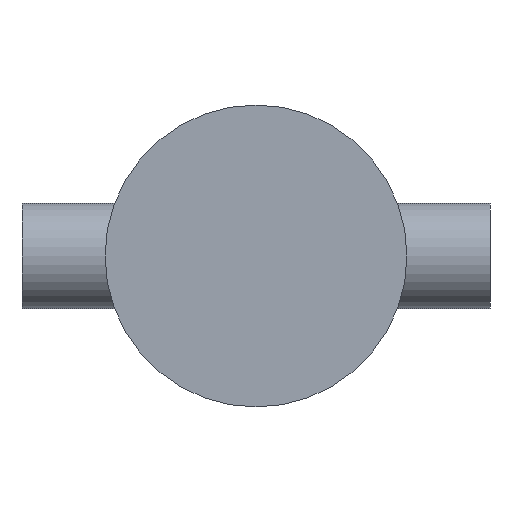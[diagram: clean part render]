
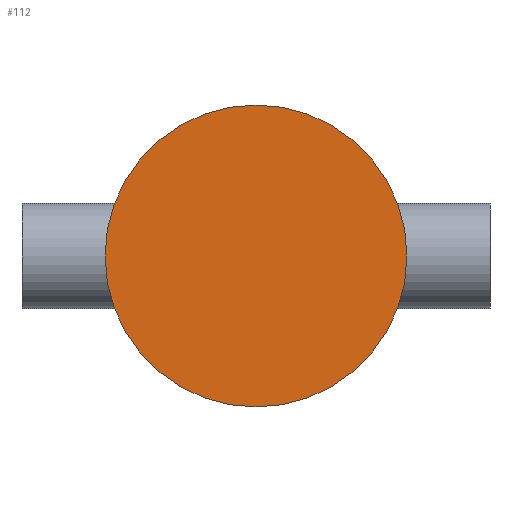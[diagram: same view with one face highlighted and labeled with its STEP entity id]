
A CAD part, front view. The second image highlights one B-rep face of the part: STEP entity #112.
In plain terms, the highlighted planar face has unit normal (0, -1, 0).
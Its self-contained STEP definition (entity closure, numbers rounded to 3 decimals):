
#1 = DIRECTION ( 'NONE',  ( 0., 1., 0. ) ) ;
#25 = PLANE ( 'NONE',  #275 ) ;
#32 = CARTESIAN_POINT ( 'NONE',  ( 0., -20., 0. ) ) ;
#34 = CARTESIAN_POINT ( 'NONE',  ( 0., -20., 100. ) ) ;
#38 = CARTESIAN_POINT ( 'NONE',  ( 0., -20., 0. ) ) ;
#49 = CARTESIAN_POINT ( 'NONE',  ( 0., -20., 0. ) ) ;
#76 = ORIENTED_EDGE ( 'NONE', *, *, #209, .F. ) ;
#97 = DIRECTION ( 'NONE',  ( 0., 1., 0. ) ) ;
#112 = ADVANCED_FACE ( 'NONE', ( #159 ), #25, .F. ) ;
#142 = DIRECTION ( 'NONE',  ( 0., 1., 0. ) ) ;
#159 = FACE_OUTER_BOUND ( 'NONE', #473, .T. ) ;
#180 = DIRECTION ( 'NONE',  ( 0., 0., 1. ) ) ;
#198 = CIRCLE ( 'NONE', #365, 100. ) ;
#209 = EDGE_CURVE ( 'NONE', #229, #364, #198, .T. ) ;
#220 = CARTESIAN_POINT ( 'NONE',  ( 0., -20., -100. ) ) ;
#229 = VERTEX_POINT ( 'NONE', #220 ) ;
#249 = DIRECTION ( 'NONE',  ( 0., 0., 1. ) ) ;
#253 = AXIS2_PLACEMENT_3D ( 'NONE', #38, #1, #249 ) ;
#275 = AXIS2_PLACEMENT_3D ( 'NONE', #32, #142, #427 ) ;
#310 = EDGE_CURVE ( 'NONE', #364, #229, #382, .T. ) ;
#364 = VERTEX_POINT ( 'NONE', #34 ) ;
#365 = AXIS2_PLACEMENT_3D ( 'NONE', #49, #97, #180 ) ;
#382 = CIRCLE ( 'NONE', #253, 100. ) ;
#427 = DIRECTION ( 'NONE',  ( 0., 0., 1. ) ) ;
#450 = ORIENTED_EDGE ( 'NONE', *, *, #310, .F. ) ;
#473 = EDGE_LOOP ( 'NONE', ( #450, #76 ) ) ;
